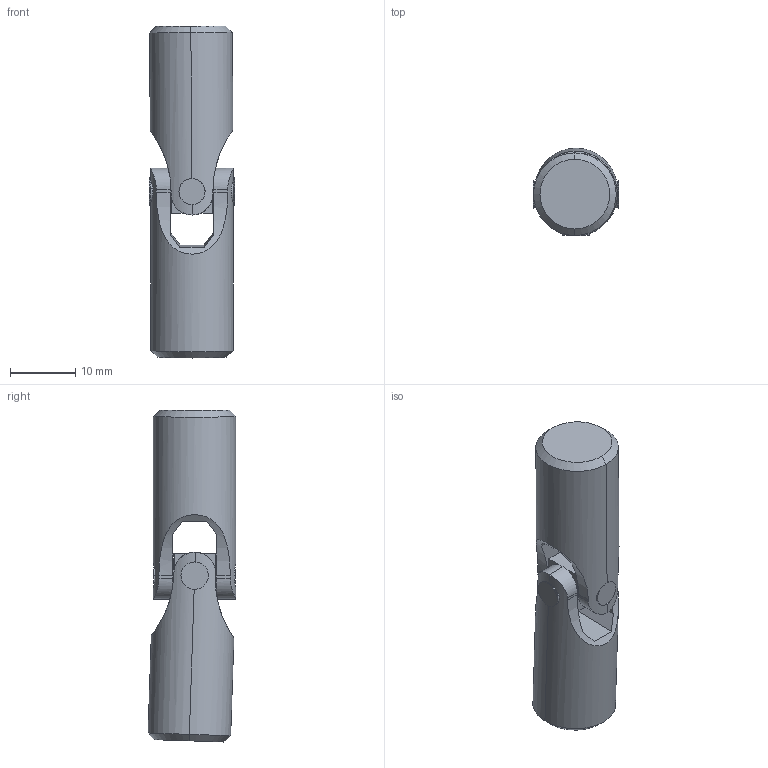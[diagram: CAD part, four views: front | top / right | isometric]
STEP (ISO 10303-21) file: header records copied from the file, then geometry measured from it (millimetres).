
FILE_DESCRIPTION((''),'2;1');
FILE_NAME('D-2_ASM','2013-05-02T',('ppetruska'),(''),'PRO/ENGINEER BY PARAMETRIC TECHNOLOGY CORPORATION, 2012480','PRO/ENGINEER BY PARAMETRIC TECHNOLOGY CORPORATION, 2012480','');
FILE_SCHEMA(('CONFIG_CONTROL_DESIGN'));
Length unit declared in the file: millimetre
Products named in the file (6): D-2-HALF_PIN; D-2-BLOCK; D-2-MAIN_PIN_; D-2-YOKE; D-2-RIVET_PIN; D-2_ASM
Assembly tree (7 placements, depth 2):
  D-2_ASM
    D-2-HALF_PIN  x2
    D-2-BLOCK
    D-2-MAIN_PIN_
    D-2-YOKE  x2
    D-2-RIVET_PIN
Bounding box: 13.2 x 13.51 x 51 mm (x, y, z)
Volume: 5428.2 mm3; surface area: 3502.6 mm2
Topology: 7 solids, 7 shells, 103 faces, 256 edges, 158 vertices
Faces by surface type: cylinder 57, plane 34, cone 12
Entity records: 12193 total; most frequent: CARTESIAN_POINT 10356, DIRECTION 368, ORIENTED_EDGE 352, EDGE_CURVE 176, AXIS2_PLACEMENT_3D 146, VERTEX_POINT 108, EDGE_LOOP 78, VECTOR 76
